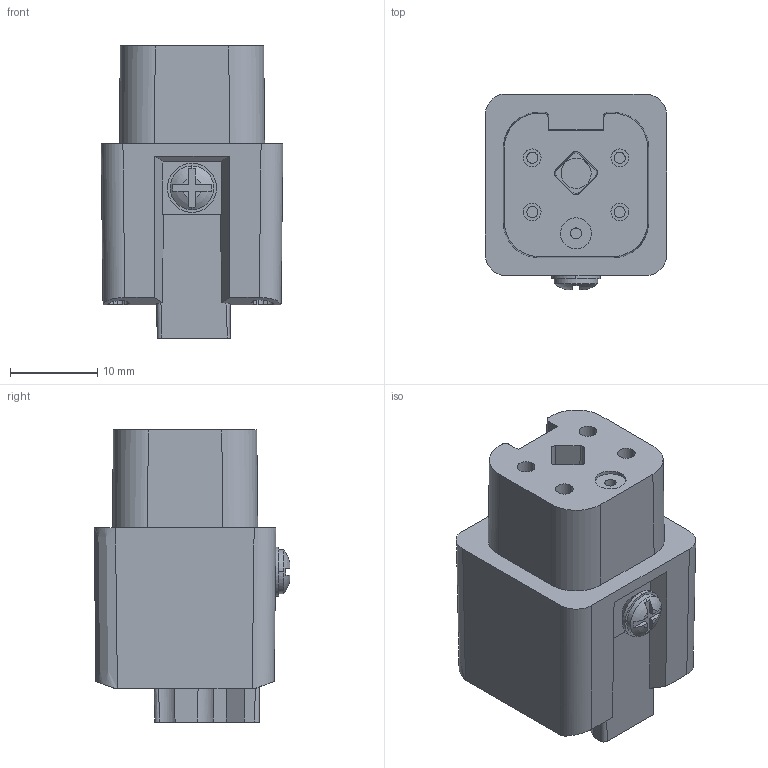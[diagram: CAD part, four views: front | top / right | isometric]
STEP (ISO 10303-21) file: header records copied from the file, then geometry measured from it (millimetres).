
FILE_DESCRIPTION(('Creo Elements/Direct Modeling STEP Export'),'2;1');
FILE_NAME('model.stp','2019-09-25T10:45:46',(''),(''),'Creo Elements/Direct Modeling STEP processor for AP214 (Solid Model)','Creo Elements/Direct Modeling 20.1A 29-Sep-2018 (C) Parametric Technology GmbH','');
FILE_SCHEMA(('AUTOMOTIVE_DESIGN { 1 0 10303 214 1 1 1 1 }'));
Length unit declared in the file: millimetre
Products named in the file (2): HC_A04_I_PT_F-select
Assembly tree (1 placements, depth 2):
  HC_A04_I_PT_F-select
    HC_A04_I_PT_F-select
Bounding box: 20.8 x 22.39 x 33.4 mm (x, y, z)
Volume: 9721.9 mm3; surface area: 4292.5 mm2
Topology: 1 solids, 1 shells, 373 faces, 1050 edges, 704 vertices
Faces by surface type: plane 236, cylinder 72, cone 37, extrusion 24, bspline 2, sphere 2
Entity records: 19023 total; most frequent: CARTESIAN_POINT 6757, ORIENTED_EDGE 2100, DIRECTION 1767, EDGE_CURVE 1050, VERTEX_POINT 704, VECTOR 663, LINE 639, AXIS2_PLACEMENT_3D 552
